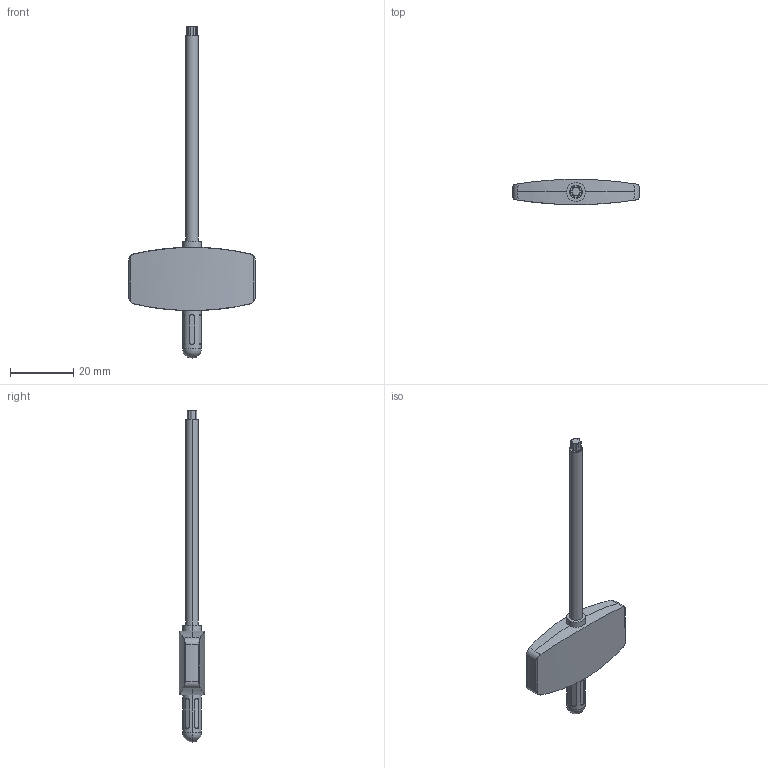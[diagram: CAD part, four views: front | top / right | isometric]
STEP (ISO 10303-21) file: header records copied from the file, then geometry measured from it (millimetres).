
FILE_DESCRIPTION(/* description */ (''),/* implementation_level */ '2;1');
FILE_NAME(/* name */ 'TKY15W.stp',/* time_stamp */ '2022-02-03T10:43:17+09:00',/* author */ (''),/* organization */ (''),/* preprocessor_version */ 'ST-DEVELOPER v16',/* originating_system */ 'SIEMENS PLM Software NX 10.0',/* authorisation */ '');
FILE_SCHEMA (('AUTOMOTIVE_DESIGN { 1 0 10303 214 3 1 1 1 }'));
Length unit declared in the file: millimetre
Products named in the file (1): TKY15W
Bounding box: 39.98 x 8 x 105 mm (x, y, z)
Volume: 6367.5 mm3; surface area: 3305.1 mm2
Topology: 1 solids, 1 shells, 69 faces, 174 edges, 114 vertices
Faces by surface type: cylinder 38, plane 21, sphere 6, torus 4
Entity records: 2640 total; most frequent: CARTESIAN_POINT 938, DIRECTION 350, ORIENTED_EDGE 344, EDGE_CURVE 172, AXIS2_PLACEMENT_3D 138, VERTEX_POINT 113, EDGE_LOOP 77, LINE 74
